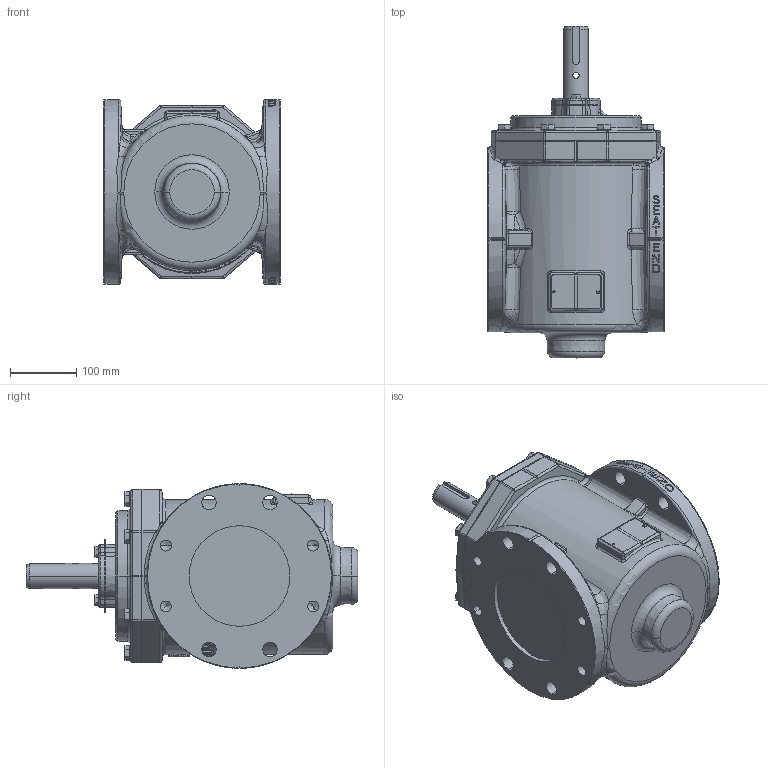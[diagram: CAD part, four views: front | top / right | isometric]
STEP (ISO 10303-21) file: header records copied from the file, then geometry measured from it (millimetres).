
FILE_DESCRIPTION((''),'2;1');
FILE_NAME('5606F_SW0001','2023-09-26T07:45:02',('tbuffington'),(''),'CREO PARAMETRIC BY PTC INC, 2023072','CREO PARAMETRIC BY PTC INC, 2023072','');
FILE_SCHEMA(('AUTOMOTIVE_DESIGN { 1 0 10303 214 1 1 1 1 }'));
Products named in the file (1): 5606F_SW0001
Bounding box: 266.7 x 502.66 x 279.36 mm (x, y, z)
Volume: 17553758.3 mm3; surface area: 562573.4 mm2
Topology: 1 solids, 1 shells, 1278 faces, 3224 edges, 1973 vertices
Faces by surface type: plane 636, cylinder 214, bspline 211, cone 107, torus 72, sphere 38
Entity records: 59655 total; most frequent: CARTESIAN_POINT 29597, ORIENTED_EDGE 6384, DIRECTION 5263, EDGE_CURVE 3192, AXIS2_PLACEMENT_3D 2034, VERTEX_POINT 1973, EDGE_LOOP 1359, COLOUR_RGB 1328
